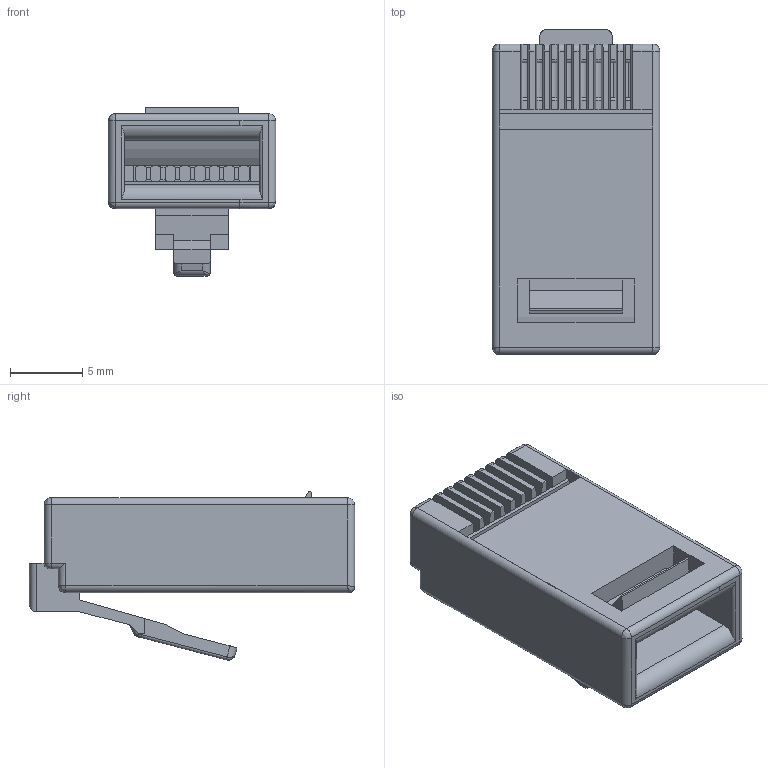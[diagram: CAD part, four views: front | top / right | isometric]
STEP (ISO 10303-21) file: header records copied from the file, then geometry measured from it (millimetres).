
FILE_DESCRIPTION (( 'STEP AP214' ), '1' );
FILE_NAME ('Cable_8P8CPlug.STEP', '2019-09-11T13:12:08', ( '' ), ( '' ), 'SwSTEP 2.0', 'SolidWorks 2019', '' );
FILE_SCHEMA (( 'AUTOMOTIVE_DESIGN' ));
Length unit declared in the file: millimetre
Products named in the file (1): Cable_8P8CPlug
Bounding box: 11.6 x 22.52 x 11.65 mm (x, y, z)
Volume: 1260.7 mm3; surface area: 1796 mm2
Topology: 1 solids, 1 shells, 325 faces, 900 edges, 556 vertices
Faces by surface type: plane 224, cylinder 85, bspline 12, sphere 3, torus 1
Entity records: 11034 total; most frequent: CARTESIAN_POINT 3146, ORIENTED_EDGE 1782, DIRECTION 1409, EDGE_CURVE 891, LINE 665, VECTOR 665, VERTEX_POINT 555, AXIS2_PLACEMENT_3D 372
